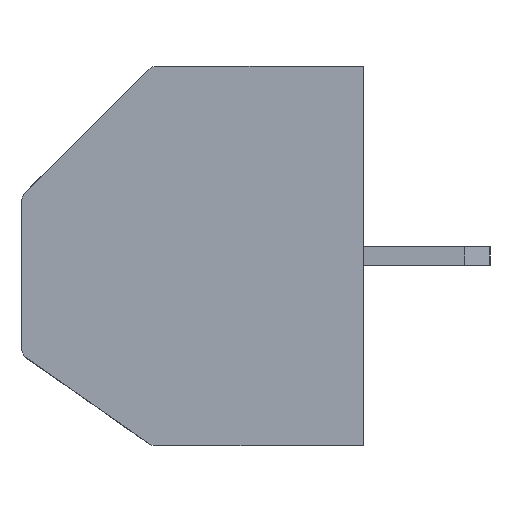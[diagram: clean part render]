
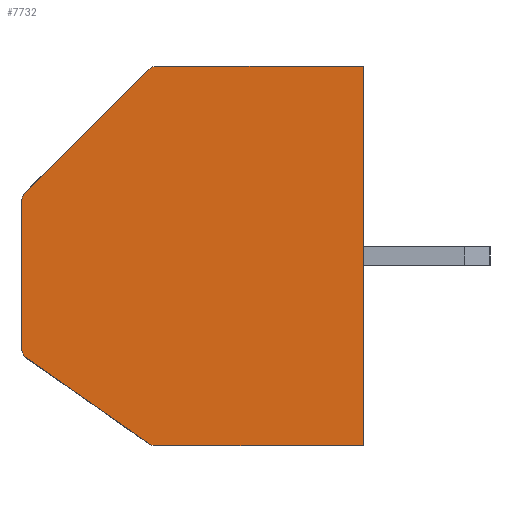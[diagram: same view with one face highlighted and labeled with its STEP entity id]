
A CAD part, left-side view. The second image highlights one B-rep face of the part: STEP entity #7732.
In plain terms, the highlighted planar face has unit normal (-1, 0, 0).
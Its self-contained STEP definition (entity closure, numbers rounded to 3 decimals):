
#47 = DIRECTION ( 'NONE',  ( 0., -0.707, 0.707 ) ) ;
#77 = ORIENTED_EDGE ( 'NONE', *, *, #897, .T. ) ;
#897 = EDGE_CURVE ( 'NONE', #33473, #29968, #28774, .T. ) ;
#1604 = LINE ( 'NONE', #35884, #4225 ) ;
#1641 = CARTESIAN_POINT ( 'NONE',  ( -3., 10.5, 1.776 ) ) ;
#2098 = CARTESIAN_POINT ( 'NONE',  ( -3., 10.8, 6. ) ) ;
#2459 = LINE ( 'NONE', #33286, #10941 ) ;
#3187 = AXIS2_PLACEMENT_3D ( 'NONE', #1641, #10910, #28872 ) ;
#3584 = ORIENTED_EDGE ( 'NONE', *, *, #16386, .T. ) ;
#4225 = VECTOR ( 'NONE', #17084, 1000. ) ;
#4480 = CARTESIAN_POINT ( 'NONE',  ( -3., 10.672, -3.219 ) ) ;
#4636 = ORIENTED_EDGE ( 'NONE', *, *, #36713, .F. ) ;
#4838 = AXIS2_PLACEMENT_3D ( 'NONE', #6870, #10337, #19553 ) ;
#5645 = DIRECTION ( 'NONE',  ( 0., -1., 0. ) ) ;
#6235 = ORIENTED_EDGE ( 'NONE', *, *, #37669, .T. ) ;
#6471 = CARTESIAN_POINT ( 'NONE',  ( -3., 10.8, 1.9 ) ) ;
#6710 = CARTESIAN_POINT ( 'NONE',  ( -3., 10.8, -2.973 ) ) ;
#6870 = CARTESIAN_POINT ( 'NONE',  ( -3., 6.576, 5.7 ) ) ;
#7054 = CARTESIAN_POINT ( 'NONE',  ( -3., 6.777, -5.946 ) ) ;
#7121 = ORIENTED_EDGE ( 'NONE', *, *, #33230, .F. ) ;
#7522 = CARTESIAN_POINT ( 'NONE',  ( -3., 10.8, 1.776 ) ) ;
#7732 = ADVANCED_FACE ( 'NONE', ( #12309 ), #11515, .F. ) ;
#7748 = VERTEX_POINT ( 'NONE', #7054 ) ;
#8483 = DIRECTION ( 'NONE',  ( 1., 0., 0. ) ) ;
#8529 = CARTESIAN_POINT ( 'NONE',  ( -3., 6.576, 6. ) ) ;
#9392 = VERTEX_POINT ( 'NONE', #26427 ) ;
#10337 = DIRECTION ( 'NONE',  ( -1., 0., 0. ) ) ;
#10344 = DIRECTION ( 'NONE',  ( -1., 0., 0. ) ) ;
#10910 = DIRECTION ( 'NONE',  ( -1., 0., 0. ) ) ;
#10941 = VECTOR ( 'NONE', #5645, 1000. ) ;
#10964 = CIRCLE ( 'NONE', #16104, 0.3 ) ;
#11515 = PLANE ( 'NONE',  #30569 ) ;
#12309 = FACE_OUTER_BOUND ( 'NONE', #19451, .T. ) ;
#13174 = VERTEX_POINT ( 'NONE', #8529 ) ;
#13920 = VECTOR ( 'NONE', #39683, 1000. ) ;
#14210 = LINE ( 'NONE', #32792, #13920 ) ;
#15090 = CARTESIAN_POINT ( 'NONE',  ( -3., 0., 6. ) ) ;
#15537 = CARTESIAN_POINT ( 'NONE',  ( -3., 6.605, -6. ) ) ;
#15744 = LINE ( 'NONE', #6471, #26391 ) ;
#16104 = AXIS2_PLACEMENT_3D ( 'NONE', #31436, #22117, #18692 ) ;
#16186 = ORIENTED_EDGE ( 'NONE', *, *, #19874, .T. ) ;
#16386 = EDGE_CURVE ( 'NONE', #28807, #33473, #2459, .T. ) ;
#16407 = CARTESIAN_POINT ( 'NONE',  ( -3., 0., -6. ) ) ;
#17084 = DIRECTION ( 'NONE',  ( 0., 0.819, 0.574 ) ) ;
#17558 = DIRECTION ( 'NONE',  ( 0., -1., 0. ) ) ;
#17932 = CIRCLE ( 'NONE', #3187, 0.3 ) ;
#18137 = CARTESIAN_POINT ( 'NONE',  ( -3., 10.8, 6. ) ) ;
#18692 = DIRECTION ( 'NONE',  ( 0., 0., -1. ) ) ;
#18783 = EDGE_CURVE ( 'NONE', #7748, #28807, #10964, .T. ) ;
#19451 = EDGE_LOOP ( 'NONE', ( #32867, #38747, #3584, #77, #34120, #29552, #4636, #6235, #7121, #16186 ) ) ;
#19553 = DIRECTION ( 'NONE',  ( 0., 0., -1. ) ) ;
#19874 = EDGE_CURVE ( 'NONE', #22673, #24479, #27203, .T. ) ;
#22117 = DIRECTION ( 'NONE',  ( -1., 0., 0. ) ) ;
#22673 = VERTEX_POINT ( 'NONE', #6710 ) ;
#22752 = EDGE_CURVE ( 'NONE', #13174, #29968, #23032, .T. ) ;
#22788 = CARTESIAN_POINT ( 'NONE',  ( -3., 10.5, -2.973 ) ) ;
#23032 = LINE ( 'NONE', #2098, #26791 ) ;
#23709 = EDGE_CURVE ( 'NONE', #13174, #9392, #35762, .T. ) ;
#23810 = DIRECTION ( 'NONE',  ( 0., 0., -1. ) ) ;
#24044 = EDGE_CURVE ( 'NONE', #7748, #24479, #1604, .T. ) ;
#24479 = VERTEX_POINT ( 'NONE', #4480 ) ;
#26391 = VECTOR ( 'NONE', #47, 1000. ) ;
#26427 = CARTESIAN_POINT ( 'NONE',  ( -3., 6.788, 5.912 ) ) ;
#26791 = VECTOR ( 'NONE', #17558, 1000. ) ;
#27203 = CIRCLE ( 'NONE', #31713, 0.3 ) ;
#28774 = LINE ( 'NONE', #34844, #38556 ) ;
#28807 = VERTEX_POINT ( 'NONE', #15537 ) ;
#28872 = DIRECTION ( 'NONE',  ( 0., 0., -1. ) ) ;
#29552 = ORIENTED_EDGE ( 'NONE', *, *, #23709, .T. ) ;
#29968 = VERTEX_POINT ( 'NONE', #15090 ) ;
#30569 = AXIS2_PLACEMENT_3D ( 'NONE', #18137, #8483, #23810 ) ;
#31436 = CARTESIAN_POINT ( 'NONE',  ( -3., 6.605, -5.7 ) ) ;
#31713 = AXIS2_PLACEMENT_3D ( 'NONE', #22788, #10344, #35139 ) ;
#32603 = VERTEX_POINT ( 'NONE', #7522 ) ;
#32792 = CARTESIAN_POINT ( 'NONE',  ( -3., 10.8, 6. ) ) ;
#32867 = ORIENTED_EDGE ( 'NONE', *, *, #24044, .F. ) ;
#33013 = VERTEX_POINT ( 'NONE', #38917 ) ;
#33230 = EDGE_CURVE ( 'NONE', #22673, #32603, #14210, .T. ) ;
#33286 = CARTESIAN_POINT ( 'NONE',  ( -3., 10.8, -6. ) ) ;
#33473 = VERTEX_POINT ( 'NONE', #16407 ) ;
#34120 = ORIENTED_EDGE ( 'NONE', *, *, #22752, .F. ) ;
#34844 = CARTESIAN_POINT ( 'NONE',  ( -3., 0., 6. ) ) ;
#35139 = DIRECTION ( 'NONE',  ( 0., 0., -1. ) ) ;
#35762 = CIRCLE ( 'NONE', #4838, 0.3 ) ;
#35884 = CARTESIAN_POINT ( 'NONE',  ( -3., 10.8, -3.129 ) ) ;
#36713 = EDGE_CURVE ( 'NONE', #33013, #9392, #15744, .T. ) ;
#37669 = EDGE_CURVE ( 'NONE', #33013, #32603, #17932, .T. ) ;
#38066 = DIRECTION ( 'NONE',  ( 0., 0., 1. ) ) ;
#38556 = VECTOR ( 'NONE', #38066, 1000. ) ;
#38747 = ORIENTED_EDGE ( 'NONE', *, *, #18783, .T. ) ;
#38917 = CARTESIAN_POINT ( 'NONE',  ( -3., 10.712, 1.988 ) ) ;
#39683 = DIRECTION ( 'NONE',  ( 0., 0., 1. ) ) ;
